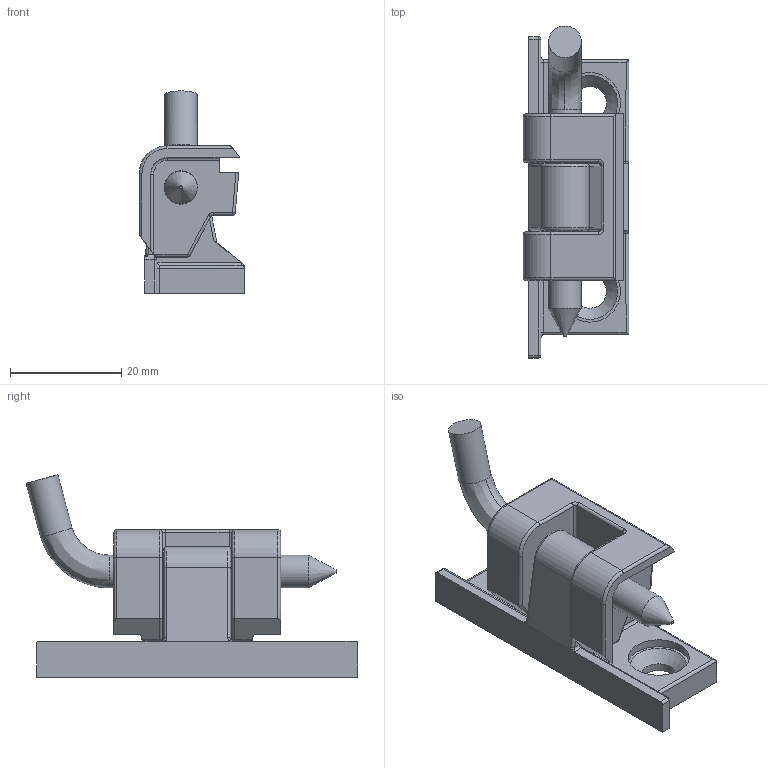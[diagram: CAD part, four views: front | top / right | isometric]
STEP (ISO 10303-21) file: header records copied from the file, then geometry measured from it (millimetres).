
FILE_DESCRIPTION(('STEP AP203'), '1');
FILE_NAME('?????', '', ('UNSPECIFIED'), ('UNSPECIFIED'), 'C3D Converter', 'C3D Toolkit', '');
FILE_SCHEMA(('CONFIG_CONTROL_DESIGN'));
Length unit declared in the file: millimetre
Assembly tree (3 placements, depth 2):
  (unnamed)
    (unnamed)
    (unnamed)
    (unnamed)
Bounding box: 19 x 59.67 x 36.39 mm (x, y, z)
Volume: 10844.3 mm3; surface area: 7563.7 mm2
Topology: 3 solids, 3 shells, 348 faces, 833 edges, 515 vertices
Faces by surface type: cylinder 184, plane 119, torus 20, bspline 12, sphere 10, cone 3
Full cylindrical faces by diameter (mm): 5.9 x2, 6 x5, 11 x2
Entity records: 12523 total; most frequent: CARTESIAN_POINT 4130, DIRECTION 1870, ORIENTED_EDGE 1610, EDGE_CURVE 805, AXIS2_PLACEMENT_3D 769, VERTEX_POINT 515, CIRCLE 429, EDGE_LOOP 410
